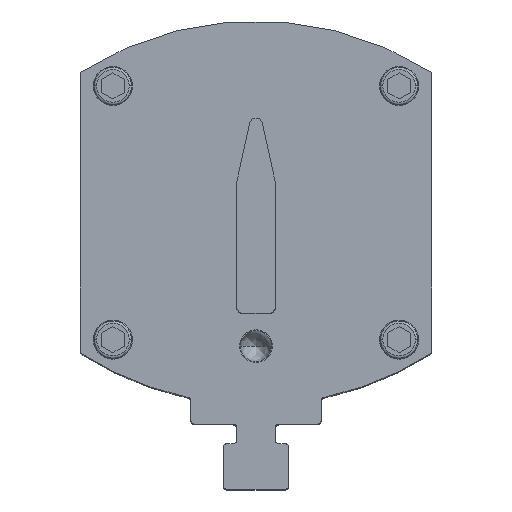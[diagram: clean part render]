
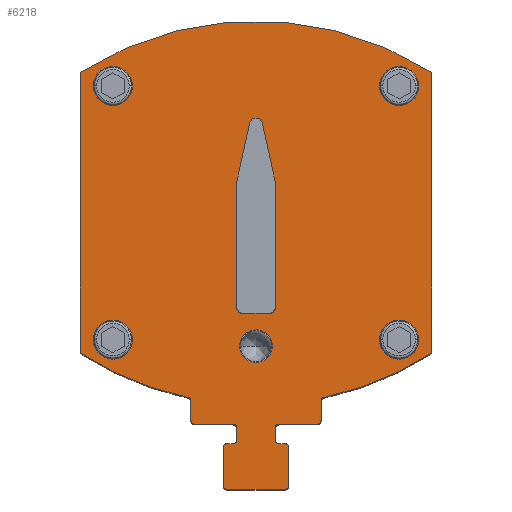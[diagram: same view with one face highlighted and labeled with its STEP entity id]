
A CAD part, top view. The second image highlights one B-rep face of the part: STEP entity #6218.
In plain terms, the highlighted planar face has unit normal (0, 0, 1).
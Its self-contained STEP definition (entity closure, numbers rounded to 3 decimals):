
#5411=CARTESIAN_POINT('',(0.,50.,66.));
#5412=DIRECTION('',(0.,0.,1.));
#5413=DIRECTION('',(0.208,-0.978,0.));
#5414=AXIS2_PLACEMENT_3D('',#5411,#5412,#5413);
#5419=CARTESIAN_POINT('',(10.5,0.604,66.));
#5420=DIRECTION('',(0.,0.,-1.));
#5421=DIRECTION('',(-1.,0.,0.));
#5422=AXIS2_PLACEMENT_3D('',#5419,#5420,#5421);
#5427=CARTESIAN_POINT('',(9.5,-2.5,66.));
#5428=DIRECTION('',(0.,0.,1.));
#5429=DIRECTION('',(0.,-1.,0.));
#5430=AXIS2_PLACEMENT_3D('',#5427,#5428,#5429);
#5435=CARTESIAN_POINT('',(3.5,-3.5,66.));
#5436=DIRECTION('',(0.,0.,-1.));
#5437=DIRECTION('',(-1.,0.,0.));
#5438=AXIS2_PLACEMENT_3D('',#5435,#5436,#5437);
#5443=CARTESIAN_POINT('',(3.5,-5.5,66.));
#5444=DIRECTION('',(0.,0.,-1.));
#5445=DIRECTION('',(0.,-1.,0.));
#5446=AXIS2_PLACEMENT_3D('',#5443,#5444,#5445);
#5451=CARTESIAN_POINT('',(4.5,-6.5,66.));
#5452=DIRECTION('',(0.,0.,1.));
#5453=DIRECTION('',(1.,0.,0.));
#5454=AXIS2_PLACEMENT_3D('',#5451,#5452,#5453);
#5459=CARTESIAN_POINT('',(4.5,-12.5,66.));
#5460=DIRECTION('',(0.,0.,1.));
#5461=DIRECTION('',(0.,-1.,0.));
#5462=AXIS2_PLACEMENT_3D('',#5459,#5460,#5461);
#5467=CARTESIAN_POINT('',(-4.5,-12.5,66.));
#5468=DIRECTION('',(0.,0.,1.));
#5469=DIRECTION('',(-1.,0.,0.));
#5470=AXIS2_PLACEMENT_3D('',#5467,#5468,#5469);
#5475=CARTESIAN_POINT('',(-4.5,-6.5,66.));
#5476=DIRECTION('',(0.,0.,1.));
#5477=DIRECTION('',(0.,1.,0.));
#5478=AXIS2_PLACEMENT_3D('',#5475,#5476,#5477);
#5483=CARTESIAN_POINT('',(-3.5,-5.5,66.));
#5484=DIRECTION('',(0.,0.,-1.));
#5485=DIRECTION('',(1.,0.,0.));
#5486=AXIS2_PLACEMENT_3D('',#5483,#5484,#5485);
#5491=CARTESIAN_POINT('',(-3.5,-3.5,66.));
#5492=DIRECTION('',(0.,0.,-1.));
#5493=DIRECTION('',(0.,1.,0.));
#5494=AXIS2_PLACEMENT_3D('',#5491,#5492,#5493);
#5499=CARTESIAN_POINT('',(-9.5,-2.5,66.));
#5500=DIRECTION('',(0.,0.,1.));
#5501=DIRECTION('',(-1.,0.,0.));
#5502=AXIS2_PLACEMENT_3D('',#5499,#5500,#5501);
#5507=CARTESIAN_POINT('',(-10.5,0.604,66.));
#5508=DIRECTION('',(0.,0.,-1.));
#5509=DIRECTION('',(0.208,0.978,0.));
#5510=AXIS2_PLACEMENT_3D('',#5507,#5508,#5509);
#5515=CARTESIAN_POINT('',(0.,50.,66.));
#5516=DIRECTION('',(0.,0.,1.));
#5517=DIRECTION('',(-0.54,-0.842,0.));
#5518=AXIS2_PLACEMENT_3D('',#5515,#5516,#5517);
#5523=DIRECTION('',(0.,-1.,0.));
#5524=VECTOR('',#5523,43.167);
#5525=CARTESIAN_POINT('',(-27.,51.083,66.));
#5526=LINE('',#5525,#5524);
#5530=CARTESIAN_POINT('',(0.,9.,66.));
#5531=DIRECTION('',(0.,0.,1.));
#5532=DIRECTION('',(0.54,0.842,0.));
#5533=AXIS2_PLACEMENT_3D('',#5530,#5531,#5532);
#5538=DIRECTION('',(0.,1.,0.));
#5539=VECTOR('',#5538,43.167);
#5540=CARTESIAN_POINT('',(27.,7.917,66.));
#5541=LINE('',#5540,#5539);
#5545=CARTESIAN_POINT('',(0.,9.,66.));
#5546=DIRECTION('',(0.,0.,-1.));
#5547=DIRECTION('',(-1.,0.,0.));
#5548=AXIS2_PLACEMENT_3D('',#5545,#5546,#5547);
#5553=CARTESIAN_POINT('',(0.,9.,66.));
#5554=DIRECTION('',(0.,0.,-1.));
#5555=DIRECTION('',(1.,0.,0.));
#5556=AXIS2_PLACEMENT_3D('',#5553,#5554,#5555);
#5589=DIRECTION('',(0.,-1.,0.));
#5590=VECTOR('',#5589,3.104);
#5591=CARTESIAN_POINT('',(10.,0.604,66.));
#5592=LINE('',#5591,#5590);
#5617=DIRECTION('',(-1.,0.,0.));
#5618=VECTOR('',#5617,6.);
#5619=CARTESIAN_POINT('',(9.5,-3.,66.));
#5620=LINE('',#5619,#5618);
#5645=DIRECTION('',(0.,-1.,0.));
#5646=VECTOR('',#5645,2.);
#5647=CARTESIAN_POINT('',(3.,-3.5,66.));
#5648=LINE('',#5647,#5646);
#5673=DIRECTION('',(1.,0.,0.));
#5674=VECTOR('',#5673,1.);
#5675=CARTESIAN_POINT('',(3.5,-6.,66.));
#5676=LINE('',#5675,#5674);
#5701=DIRECTION('',(0.,-1.,0.));
#5702=VECTOR('',#5701,6.);
#5703=CARTESIAN_POINT('',(5.,-6.5,66.));
#5704=LINE('',#5703,#5702);
#5729=DIRECTION('',(-1.,0.,0.));
#5730=VECTOR('',#5729,9.);
#5731=CARTESIAN_POINT('',(4.5,-13.,66.));
#5732=LINE('',#5731,#5730);
#5757=DIRECTION('',(0.,1.,0.));
#5758=VECTOR('',#5757,6.);
#5759=CARTESIAN_POINT('',(-5.,-12.5,66.));
#5760=LINE('',#5759,#5758);
#5785=DIRECTION('',(1.,0.,0.));
#5786=VECTOR('',#5785,1.);
#5787=CARTESIAN_POINT('',(-4.5,-6.,66.));
#5788=LINE('',#5787,#5786);
#5813=DIRECTION('',(0.,1.,0.));
#5814=VECTOR('',#5813,2.);
#5815=CARTESIAN_POINT('',(-3.,-5.5,66.));
#5816=LINE('',#5815,#5814);
#5841=DIRECTION('',(-1.,0.,0.));
#5842=VECTOR('',#5841,6.);
#5843=CARTESIAN_POINT('',(-3.5,-3.,66.));
#5844=LINE('',#5843,#5842);
#5862=DIRECTION('',(0.,1.,0.));
#5863=VECTOR('',#5862,3.104);
#5864=CARTESIAN_POINT('',(-10.,-2.5,66.));
#5865=LINE('',#5864,#5863);
#5918=CARTESIAN_POINT('',(10.,0.604,66.));
#5919=CARTESIAN_POINT('',(10.396,1.093,66.));
#5920=VERTEX_POINT('',#5918);
#5921=VERTEX_POINT('',#5919);
#5926=CARTESIAN_POINT('',(10.,-2.5,66.));
#5927=VERTEX_POINT('',#5926);
#5934=CARTESIAN_POINT('',(-10.,0.604,66.));
#5935=VERTEX_POINT('',#5934);
#5936=CARTESIAN_POINT('',(-10.396,1.093,66.));
#5937=VERTEX_POINT('',#5936);
#5940=CARTESIAN_POINT('',(-10.,-2.5,66.));
#5941=VERTEX_POINT('',#5940);
#5946=CARTESIAN_POINT('',(4.5,-13.,66.));
#5947=VERTEX_POINT('',#5946);
#5948=CARTESIAN_POINT('',(-4.5,-13.,66.));
#5949=VERTEX_POINT('',#5948);
#5952=CARTESIAN_POINT('',(-5.,-12.5,66.));
#5953=VERTEX_POINT('',#5952);
#5956=CARTESIAN_POINT('',(-5.,-6.5,66.));
#5957=VERTEX_POINT('',#5956);
#5960=CARTESIAN_POINT('',(-4.5,-6.,66.));
#5961=VERTEX_POINT('',#5960);
#5964=CARTESIAN_POINT('',(-3.5,-6.,66.));
#5965=VERTEX_POINT('',#5964);
#5968=CARTESIAN_POINT('',(-3.,-5.5,66.));
#5969=VERTEX_POINT('',#5968);
#5972=CARTESIAN_POINT('',(-3.,-3.5,66.));
#5973=VERTEX_POINT('',#5972);
#5976=CARTESIAN_POINT('',(-3.5,-3.,66.));
#5977=VERTEX_POINT('',#5976);
#5980=CARTESIAN_POINT('',(-9.5,-3.,66.));
#5981=VERTEX_POINT('',#5980);
#5984=CARTESIAN_POINT('',(9.5,-3.,66.));
#5985=VERTEX_POINT('',#5984);
#5988=CARTESIAN_POINT('',(3.5,-3.,66.));
#5989=VERTEX_POINT('',#5988);
#5992=CARTESIAN_POINT('',(3.,-3.5,66.));
#5993=VERTEX_POINT('',#5992);
#5996=CARTESIAN_POINT('',(3.,-5.5,66.));
#5997=VERTEX_POINT('',#5996);
#6000=CARTESIAN_POINT('',(3.5,-6.,66.));
#6001=VERTEX_POINT('',#6000);
#6004=CARTESIAN_POINT('',(4.5,-6.,66.));
#6005=VERTEX_POINT('',#6004);
#6008=CARTESIAN_POINT('',(5.,-6.5,66.));
#6009=VERTEX_POINT('',#6008);
#6012=CARTESIAN_POINT('',(5.,-12.5,66.));
#6013=VERTEX_POINT('',#6012);
#6014=CARTESIAN_POINT('',(27.,7.917,66.));
#6015=VERTEX_POINT('',#6014);
#6016=CARTESIAN_POINT('',(27.,51.083,66.));
#6017=VERTEX_POINT('',#6016);
#6018=CARTESIAN_POINT('',(-27.,51.083,66.));
#6019=VERTEX_POINT('',#6018);
#6020=CARTESIAN_POINT('',(-27.,7.917,66.));
#6021=VERTEX_POINT('',#6020);
#6030=CARTESIAN_POINT('',(-2.5,9.,66.));
#6032=VERTEX_POINT('',#6030);
#6034=CARTESIAN_POINT('',(2.5,9.,66.));
#6036=VERTEX_POINT('',#6034);
#6152=CARTESIAN_POINT('',(0.,29.5,66.));
#6153=DIRECTION('',(0.,0.,-1.));
#6154=DIRECTION('',(1.,0.,0.));
#6155=AXIS2_PLACEMENT_3D('',#6152,#6153,#6154);
#6156=PLANE('',#6155);
#6158=ORIENTED_EDGE('',*,*,#6157,.F.);
#6160=ORIENTED_EDGE('',*,*,#6159,.F.);
#6162=ORIENTED_EDGE('',*,*,#6161,.T.);
#6164=ORIENTED_EDGE('',*,*,#6163,.F.);
#6166=ORIENTED_EDGE('',*,*,#6165,.T.);
#6168=ORIENTED_EDGE('',*,*,#6167,.F.);
#6170=ORIENTED_EDGE('',*,*,#6169,.T.);
#6172=ORIENTED_EDGE('',*,*,#6171,.F.);
#6174=ORIENTED_EDGE('',*,*,#6173,.T.);
#6176=ORIENTED_EDGE('',*,*,#6175,.F.);
#6178=ORIENTED_EDGE('',*,*,#6177,.T.);
#6180=ORIENTED_EDGE('',*,*,#6179,.F.);
#6182=ORIENTED_EDGE('',*,*,#6181,.T.);
#6184=ORIENTED_EDGE('',*,*,#6183,.F.);
#6186=ORIENTED_EDGE('',*,*,#6185,.T.);
#6188=ORIENTED_EDGE('',*,*,#6187,.F.);
#6190=ORIENTED_EDGE('',*,*,#6189,.T.);
#6192=ORIENTED_EDGE('',*,*,#6191,.F.);
#6194=ORIENTED_EDGE('',*,*,#6193,.T.);
#6196=ORIENTED_EDGE('',*,*,#6195,.F.);
#6198=ORIENTED_EDGE('',*,*,#6197,.T.);
#6200=ORIENTED_EDGE('',*,*,#6199,.F.);
#6202=ORIENTED_EDGE('',*,*,#6201,.T.);
#6203=ORIENTED_EDGE('',*,*,#6145,.F.);
#6204=ORIENTED_EDGE('',*,*,#6133,.F.);
#6206=ORIENTED_EDGE('',*,*,#6205,.F.);
#6208=ORIENTED_EDGE('',*,*,#6207,.F.);
#6210=ORIENTED_EDGE('',*,*,#6209,.F.);
#6211=EDGE_LOOP('',(#6158,#6160,#6162,#6164,#6166,#6168,#6170,#6172,#6174,#6176,
#6178,#6180,#6182,#6184,#6186,#6188,#6190,#6192,#6194,#6196,#6198,#6200,#6202,
#6203,#6204,#6206,#6208,#6210));
#6212=FACE_OUTER_BOUND('',#6211,.F.);
#6213=ORIENTED_EDGE('',*,*,#6047,.F.);
#6215=ORIENTED_EDGE('',*,*,#6214,.F.);
#6216=EDGE_LOOP('',(#6213,#6215));
#6217=FACE_BOUND('',#6216,.F.);
#5415=CIRCLE('',#5414,50.);
#5423=CIRCLE('',#5422,0.5);
#5431=CIRCLE('',#5430,0.5);
#5439=CIRCLE('',#5438,0.5);
#5447=CIRCLE('',#5446,0.5);
#5455=CIRCLE('',#5454,0.5);
#5463=CIRCLE('',#5462,0.5);
#5471=CIRCLE('',#5470,0.5);
#5479=CIRCLE('',#5478,0.5);
#5487=CIRCLE('',#5486,0.5);
#5495=CIRCLE('',#5494,0.5);
#5503=CIRCLE('',#5502,0.5);
#5511=CIRCLE('',#5510,0.5);
#5519=CIRCLE('',#5518,50.);
#5534=CIRCLE('',#5533,50.);
#5549=CIRCLE('',#5548,2.5);
#5557=CIRCLE('',#5556,2.5);
#6047=EDGE_CURVE('',#6032,#6036,#5549,.T.);
#6133=EDGE_CURVE('',#6021,#5937,#5519,.T.);
#6145=EDGE_CURVE('',#5937,#5935,#5511,.T.);
#6157=EDGE_CURVE('',#5921,#6015,#5415,.T.);
#6159=EDGE_CURVE('',#5920,#5921,#5423,.T.);
#6161=EDGE_CURVE('',#5920,#5927,#5592,.T.);
#6163=EDGE_CURVE('',#5985,#5927,#5431,.T.);
#6165=EDGE_CURVE('',#5985,#5989,#5620,.T.);
#6167=EDGE_CURVE('',#5993,#5989,#5439,.T.);
#6169=EDGE_CURVE('',#5993,#5997,#5648,.T.);
#6171=EDGE_CURVE('',#6001,#5997,#5447,.T.);
#6173=EDGE_CURVE('',#6001,#6005,#5676,.T.);
#6175=EDGE_CURVE('',#6009,#6005,#5455,.T.);
#6177=EDGE_CURVE('',#6009,#6013,#5704,.T.);
#6179=EDGE_CURVE('',#5947,#6013,#5463,.T.);
#6181=EDGE_CURVE('',#5947,#5949,#5732,.T.);
#6183=EDGE_CURVE('',#5953,#5949,#5471,.T.);
#6185=EDGE_CURVE('',#5953,#5957,#5760,.T.);
#6187=EDGE_CURVE('',#5961,#5957,#5479,.T.);
#6189=EDGE_CURVE('',#5961,#5965,#5788,.T.);
#6191=EDGE_CURVE('',#5969,#5965,#5487,.T.);
#6193=EDGE_CURVE('',#5969,#5973,#5816,.T.);
#6195=EDGE_CURVE('',#5977,#5973,#5495,.T.);
#6197=EDGE_CURVE('',#5977,#5981,#5844,.T.);
#6199=EDGE_CURVE('',#5941,#5981,#5503,.T.);
#6201=EDGE_CURVE('',#5941,#5935,#5865,.T.);
#6205=EDGE_CURVE('',#6019,#6021,#5526,.T.);
#6207=EDGE_CURVE('',#6017,#6019,#5534,.T.);
#6209=EDGE_CURVE('',#6015,#6017,#5541,.T.);
#6214=EDGE_CURVE('',#6036,#6032,#5557,.T.);
#6218=ADVANCED_FACE('',(#6212,#6217),#6156,.F.);
